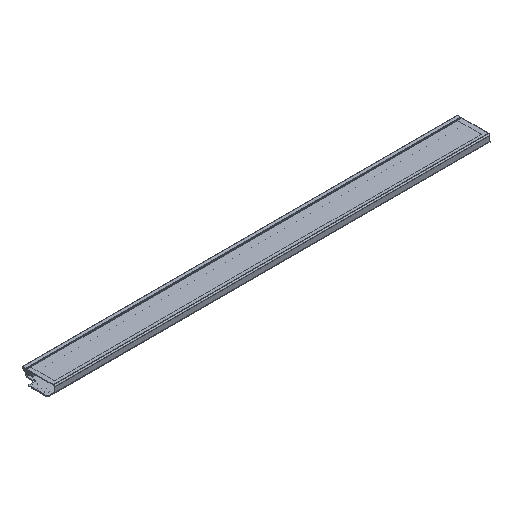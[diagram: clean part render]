
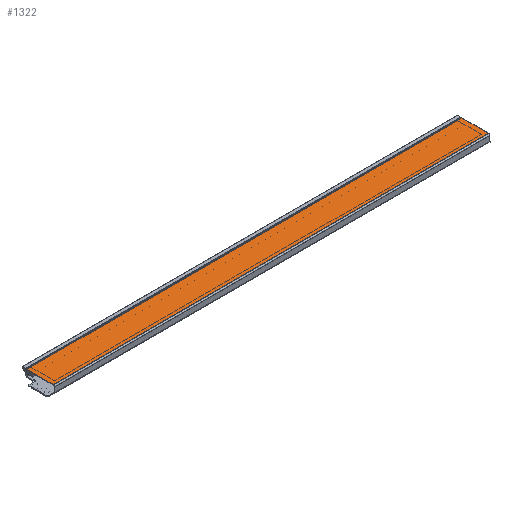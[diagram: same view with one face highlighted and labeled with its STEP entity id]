
A CAD part, isometric view. The second image highlights one B-rep face of the part: STEP entity #1322.
In plain terms, the highlighted planar face has unit normal (0, 0, 1).
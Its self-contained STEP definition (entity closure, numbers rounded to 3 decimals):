
#11 = CARTESIAN_POINT ( 'NONE',  ( -2., 0.7, 0. ) ) ;
#91 = LINE ( 'NONE', #1932, #592 ) ;
#224 = CARTESIAN_POINT ( 'NONE',  ( -2., 0., 0. ) ) ;
#233 = CARTESIAN_POINT ( 'NONE',  ( -2., 13.4, 0. ) ) ;
#278 = VERTEX_POINT ( 'NONE', #233 ) ;
#311 = PLANE ( 'NONE',  #2856 ) ;
#356 = CARTESIAN_POINT ( 'NONE',  ( -2., 0.7, 0. ) ) ;
#381 = EDGE_CURVE ( 'NONE', #1737, #1254, #2352, .T. ) ;
#556 = CARTESIAN_POINT ( 'NONE',  ( 203.6, 0.7, 0. ) ) ;
#592 = VECTOR ( 'NONE', #1261, 1000. ) ;
#850 = FACE_OUTER_BOUND ( 'NONE', #1252, .T. ) ;
#953 = LINE ( 'NONE', #1216, #2468 ) ;
#1008 = DIRECTION ( 'NONE',  ( -1., 0., 0. ) ) ;
#1059 = DIRECTION ( 'NONE',  ( 0., 0., -1. ) ) ;
#1163 = DIRECTION ( 'NONE',  ( 1., 0., 0. ) ) ;
#1171 = LINE ( 'NONE', #224, #1268 ) ;
#1216 = CARTESIAN_POINT ( 'NONE',  ( -2., 13.4, 0. ) ) ;
#1252 = EDGE_LOOP ( 'NONE', ( #1526, #1351, #2702, #2010 ) ) ;
#1254 = VERTEX_POINT ( 'NONE', #556 ) ;
#1261 = DIRECTION ( 'NONE',  ( 0., 1., 0. ) ) ;
#1268 = VECTOR ( 'NONE', #2038, 1000. ) ;
#1322 = ADVANCED_FACE ( 'NONE', ( #850 ), #311, .F. ) ;
#1351 = ORIENTED_EDGE ( 'NONE', *, *, #2407, .T. ) ;
#1473 = CARTESIAN_POINT ( 'NONE',  ( 0., 0., 0. ) ) ;
#1526 = ORIENTED_EDGE ( 'NONE', *, *, #381, .T. ) ;
#1732 = VECTOR ( 'NONE', #1163, 1000. ) ;
#1737 = VERTEX_POINT ( 'NONE', #356 ) ;
#1932 = CARTESIAN_POINT ( 'NONE',  ( 203.6, 0., 0. ) ) ;
#2010 = ORIENTED_EDGE ( 'NONE', *, *, #2039, .T. ) ;
#2038 = DIRECTION ( 'NONE',  ( 0., -1., 0. ) ) ;
#2039 = EDGE_CURVE ( 'NONE', #278, #1737, #1171, .T. ) ;
#2170 = DIRECTION ( 'NONE',  ( -1., 0., 0. ) ) ;
#2257 = CARTESIAN_POINT ( 'NONE',  ( 203.6, 13.4, 0. ) ) ;
#2280 = EDGE_CURVE ( 'NONE', #2747, #278, #953, .T. ) ;
#2352 = LINE ( 'NONE', #11, #1732 ) ;
#2407 = EDGE_CURVE ( 'NONE', #1254, #2747, #91, .T. ) ;
#2468 = VECTOR ( 'NONE', #1008, 1000. ) ;
#2702 = ORIENTED_EDGE ( 'NONE', *, *, #2280, .T. ) ;
#2747 = VERTEX_POINT ( 'NONE', #2257 ) ;
#2856 = AXIS2_PLACEMENT_3D ( 'NONE', #1473, #1059, #2170 ) ;
